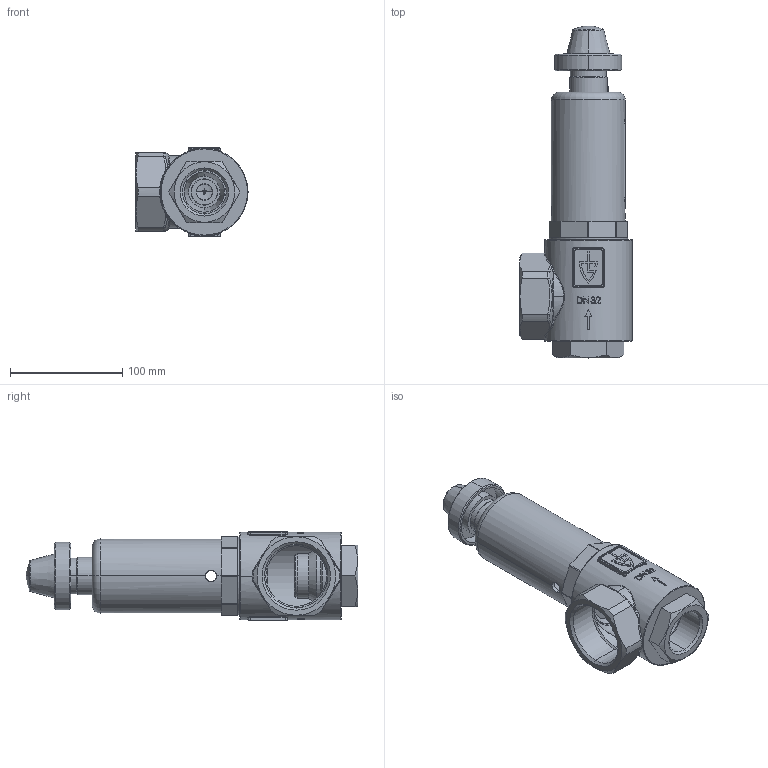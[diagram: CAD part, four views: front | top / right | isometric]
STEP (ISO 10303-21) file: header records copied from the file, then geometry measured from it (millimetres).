
FILE_DESCRIPTION (( 'STEP AP214' ), '1' );
FILE_NAME ('451 1 1-4 Dummy.STEP', '2010-07-07T06:43:27', ( '' ), ( '' ), 'SwSTEP 2.0', 'SolidWorks 2010', '' );
FILE_SCHEMA (( 'AUTOMOTIVE_DESIGN' ));
Length unit declared in the file: millimetre
Products named in the file (1): 451 1 1-4 Dummy
Bounding box: 100 x 296 x 79 mm (x, y, z)
Volume: 361527.6 mm3; surface area: 167955.3 mm2
Topology: 7 solids, 7 shells, 622 faces, 1549 edges, 975 vertices
Faces by surface type: plane 220, cylinder 169, bspline 97, cone 85, torus 39, sphere 12
Entity records: 31260 total; most frequent: CARTESIAN_POINT 10215, ORIENTED_EDGE 3098, DIRECTION 2743, EDGE_CURVE 1549, AXIS2_PLACEMENT_3D 1059, VERTEX_POINT 975, EDGE_LOOP 674, UNCERTAINTY_MEASURE_WITH_UNIT 631
